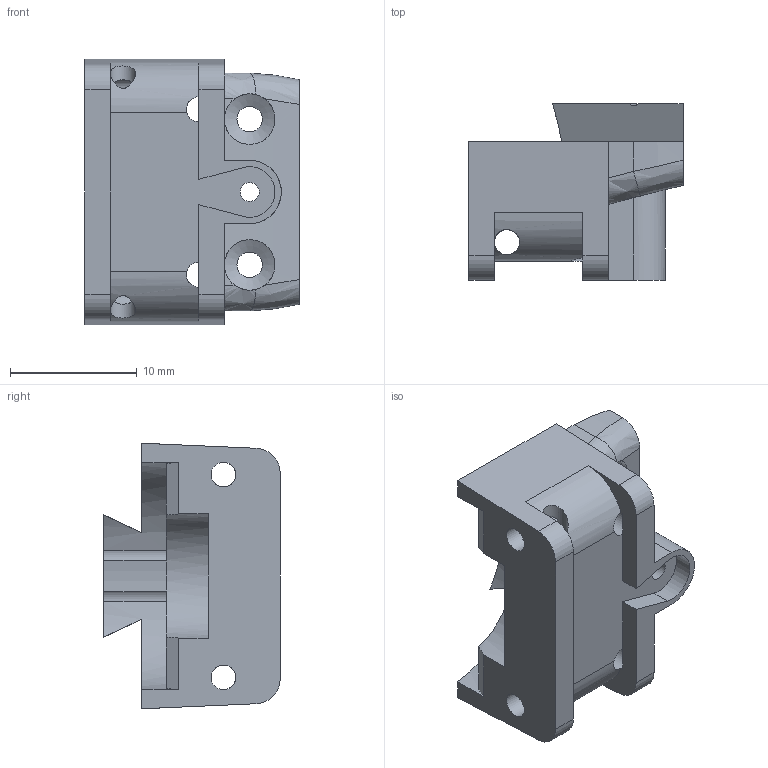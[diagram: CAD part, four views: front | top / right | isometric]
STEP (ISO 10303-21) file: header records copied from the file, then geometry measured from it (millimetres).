
FILE_DESCRIPTION(/* description */ ('STEP AP214'),/* implementation_level */ '2;1');
FILE_NAME(/* name */ '683c51624258294a187f3ea5',/* time_stamp */ '2025-06-01T13:10:59Z',/* author */ (''),/* organization */ (''),/* preprocessor_version */ 'ST-DEVELOPER v20',/* originating_system */ 'ONSHAPE BY PTC INC, 1.198',/* authorisation */ ' ');
FILE_SCHEMA (('AUTOMOTIVE_DESIGN {1 0 10303 214 3 1 1}'));
Length unit declared in the file: metre
Products named in the file (1): Part 139
Bounding box: 16.9 x 13.93 x 20.95 mm (x, y, z)
Volume: 2308.1 mm3; surface area: 2196 mm2
Topology: 1 solids, 1 shells, 70 faces, 209 edges, 135 vertices
Faces by surface type: plane 32, cylinder 30, bspline 6, cone 2
Full cylindrical faces by diameter (mm): 1.5 x1, 1.95 x2, 2 x7, 3 x1, 4 x2
Entity records: 2461 total; most frequent: CARTESIAN_POINT 625, ORIENTED_EDGE 376, DIRECTION 354, EDGE_CURVE 188, AXIS2_PLACEMENT_3D 132, VERTEX_POINT 130, EDGE_LOOP 104, FACE_BOUND 104
